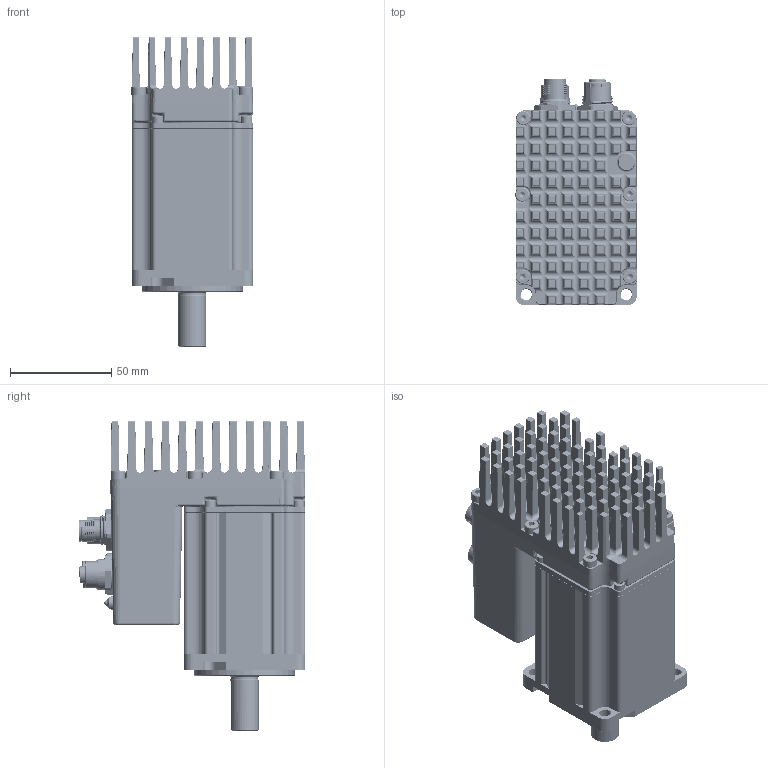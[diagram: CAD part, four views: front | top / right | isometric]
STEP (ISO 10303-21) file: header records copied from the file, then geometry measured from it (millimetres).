
FILE_DESCRIPTION (( 'STEP AP214' ), '1' );
FILE_NAME ('MDX 400W IP65 ³¤.STEP', '2019-01-04T07:36:24', ( '' ), ( '' ), 'SwSTEP 2.0', 'SolidWorks 2015', '' );
FILE_SCHEMA (( 'AUTOMOTIVE_DESIGN' ));
Length unit declared in the file: millimetre
Products named in the file (1): MDX 400W IP65 酗
Bounding box: 60.17 x 111.95 x 153.2 mm (x, y, z)
Surface area: 167261.4 mm2 (no closed solid volume)
Topology: 0 solids, 414 shells, 6414 faces, 16790 edges, 10543 vertices
Faces by surface type: cylinder 2207, plane 1856, bspline 1386, cone 439, sphere 311, torus 215
Entity records: 354682 total; most frequent: CARTESIAN_POINT 141964, ORIENTED_EDGE 30300, DIRECTION 26586, EDGE_CURVE 16280, VERTEX_POINT 10521, AXIS2_PLACEMENT_3D 9823, VECTOR 6940, LINE 6940
